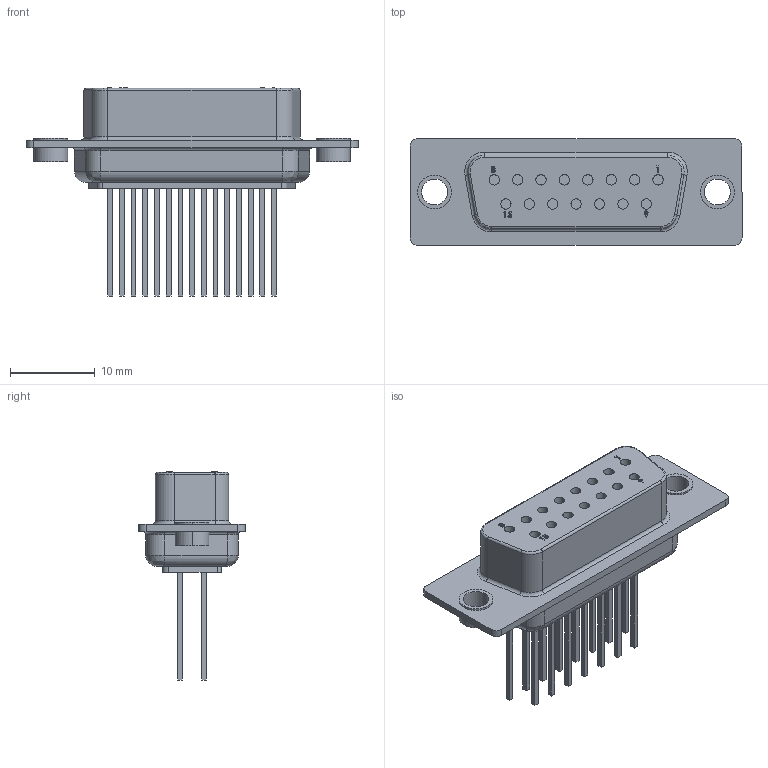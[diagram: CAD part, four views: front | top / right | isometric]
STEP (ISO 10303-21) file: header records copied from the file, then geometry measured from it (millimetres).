
FILE_DESCRIPTION((''),'2;1');
FILE_NAME('NORCOMP_172-015-242R011.stp','2013-06-13T14:35:14',(''),(''),'Mechanical Desktop 2011','Mechanical Desktop 2011',', , ');
FILE_SCHEMA(('AUTOMOTIVE_DESIGN { 1 2 10303 214 1 1 1 1 }'));
Length unit declared in the file: millimetre
Products named in the file (1): Product
Bounding box: 39.14 x 12.6 x 24.52 mm (x, y, z)
Volume: 2935.9 mm3; surface area: 4064 mm2
Topology: 27 solids, 27 shells, 290 faces, 662 edges, 428 vertices
Faces by surface type: plane 162, cylinder 112, bspline 12, torus 4
Entity records: 8632 total; most frequent: CARTESIAN_POINT 1805, DIRECTION 1448, ORIENTED_EDGE 1324, EDGE_CURVE 662, AXIS2_PLACEMENT_3D 511, VERTEX_POINT 428, VECTOR 426, LINE 426
